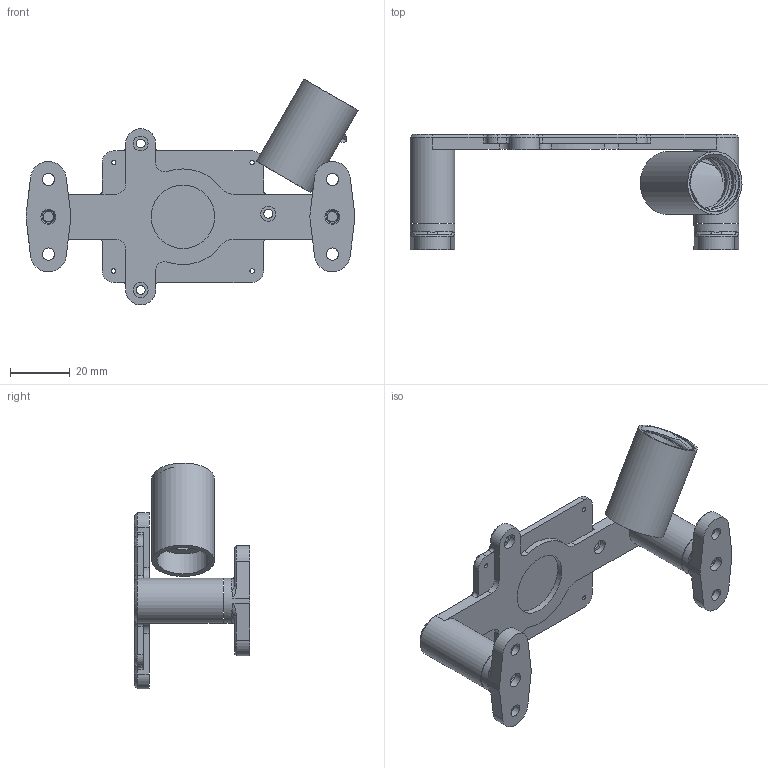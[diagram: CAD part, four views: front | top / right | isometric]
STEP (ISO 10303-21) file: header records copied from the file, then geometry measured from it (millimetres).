
FILE_DESCRIPTION(('STEP AP242'), '1');
FILE_NAME('V07-01-00 - Electronics v10_1', '', ('UNSPECIFIED'), ('UNSPECIFIED'), 'C3D Converter', 'C3D Toolkit', '');
FILE_SCHEMA(('AP242_MANAGED_MODEL_BASED_3D_ENGINEERING_MIM_LF { 1 0 10303 442 1 1 4 }'));
Length unit declared in the file: millimetre
Products named in the file (4): V05-05-00 - Electronics
Assembly tree (4 placements, depth 2):
  V05-05-00 - Electronics
    (unnamed)
    (unnamed)
    (unnamed)  x2
Bounding box: 111.08 x 38.55 x 75.58 mm (x, y, z)
Volume: 29797.2 mm3; surface area: 19172.4 mm2
Topology: 4 solids, 4 shells, 235 faces, 607 edges, 390 vertices
Faces by surface type: plane 101, cylinder 80, cone 30, bspline 15, torus 9
Full cylindrical faces by diameter (mm): 1.5 x4, 3 x3, 3.5 x2, 4.1 x4, 4.3 x2, 5 x5, 7 x2, 15 x4, 17.5 x1, 21 x1, 21.243 x1
Entity records: 11865 total; most frequent: CARTESIAN_POINT 5205, DIRECTION 1024, ORIENTED_EDGE 956, EDGE_CURVE 478, AXIS2_PLACEMENT_3D 392, VERTEX_POINT 327, EDGE_LOOP 267, LINE 240
